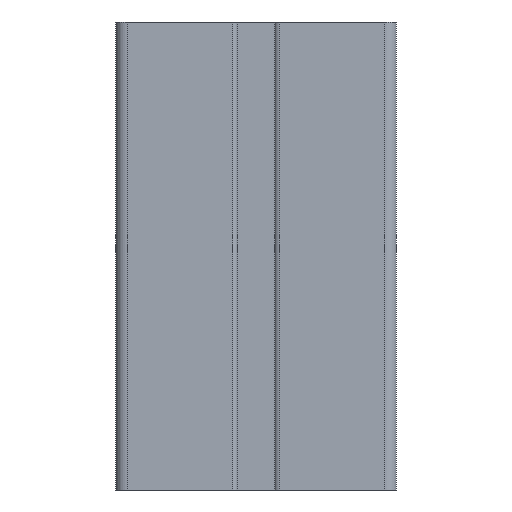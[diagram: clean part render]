
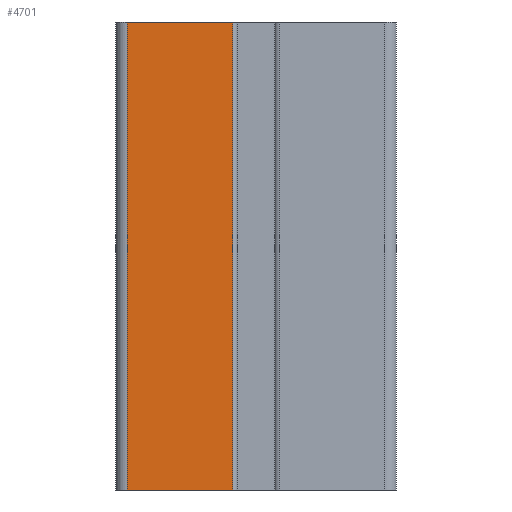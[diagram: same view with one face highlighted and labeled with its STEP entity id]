
A CAD part, front view. The second image highlights one B-rep face of the part: STEP entity #4701.
In plain terms, the highlighted planar face has unit normal (0, -1, 0).
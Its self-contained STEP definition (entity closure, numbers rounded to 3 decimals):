
#142=PLANE('',#5164);
#373=FACE_OUTER_BOUND('',#609,.T.);
#609=EDGE_LOOP('',(#3849,#3850,#3851,#3852));
#789=LINE('',#7053,#1253);
#1081=LINE('',#7930,#1545);
#1082=LINE('',#7932,#1546);
#1083=LINE('',#7933,#1547);
#1253=VECTOR('',#5652,100.);
#1545=VECTOR('',#6524,22.5);
#1546=VECTOR('',#6525,100.);
#1547=VECTOR('',#6526,22.5);
#1957=VERTEX_POINT('',#7050);
#1958=VERTEX_POINT('',#7052);
#2253=VERTEX_POINT('',#7929);
#2254=VERTEX_POINT('',#7931);
#2498=EDGE_CURVE('',#1957,#1958,#789,.T.);
#2935=EDGE_CURVE('',#1957,#2253,#1081,.T.);
#2936=EDGE_CURVE('',#2254,#2253,#1082,.T.);
#2937=EDGE_CURVE('',#1958,#2254,#1083,.T.);
#3849=ORIENTED_EDGE('',*,*,#2498,.F.);
#3850=ORIENTED_EDGE('',*,*,#2935,.T.);
#3851=ORIENTED_EDGE('',*,*,#2936,.F.);
#3852=ORIENTED_EDGE('',*,*,#2937,.F.);
#4701=ADVANCED_FACE('',(#373),#142,.T.);
#5164=AXIS2_PLACEMENT_3D('',#7928,#6522,#6523);
#5652=DIRECTION('',(0.,0.,-1.));
#6522=DIRECTION('center_axis',(0.,-1.,0.));
#6523=DIRECTION('ref_axis',(1.,0.,0.));
#6524=DIRECTION('',(-1.,0.,0.));
#6525=DIRECTION('',(0.,0.,1.));
#6526=DIRECTION('',(-1.,0.,0.));
#7050=CARTESIAN_POINT('',(-5.,-30.,100.));
#7052=CARTESIAN_POINT('',(-5.,-30.,0.));
#7053=CARTESIAN_POINT('',(-5.,-30.,0.));
#7928=CARTESIAN_POINT('Origin',(-27.5,-30.,0.));
#7929=CARTESIAN_POINT('',(-27.5,-30.,100.));
#7930=CARTESIAN_POINT('',(-13.75,-30.,100.));
#7931=CARTESIAN_POINT('',(-27.5,-30.,0.));
#7932=CARTESIAN_POINT('',(-27.5,-30.,0.));
#7933=CARTESIAN_POINT('',(-13.75,-30.,0.));
